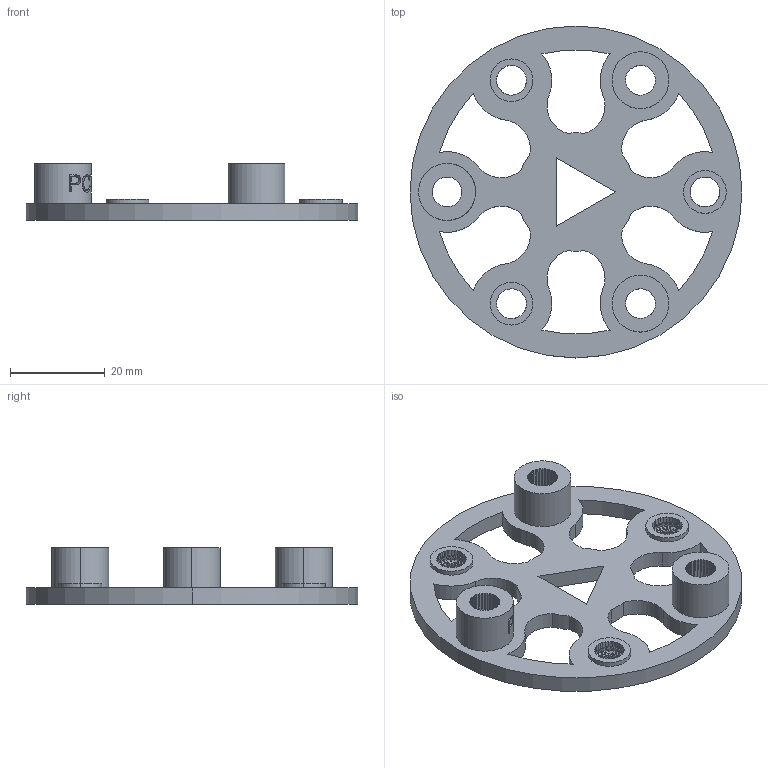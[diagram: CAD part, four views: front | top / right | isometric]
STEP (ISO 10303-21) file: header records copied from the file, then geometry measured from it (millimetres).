
FILE_DESCRIPTION (( 'STEP AP203' ), '1' );
FILE_NAME ('planet_carrier_top_5-1.step', '2023-09-10T03:21:36', ( '' ), ( '' ), 'SwSTEP 2.0', 'SolidWorks 2023', '' );
FILE_SCHEMA (( 'CONFIG_CONTROL_DESIGN' ));
Length unit declared in the file: millimetre
Products named in the file (1): planet_carrier_top_5-1
Bounding box: 70 x 70 x 12 mm (x, y, z)
Volume: 10567.8 mm3; surface area: 9175.6 mm2
Topology: 1 solids, 1 shells, 2269 faces, 3921 edges, 1666 vertices
Faces by surface type: plane 2175, cylinder 63, bspline 31
Entity records: 53163 total; most frequent: CARTESIAN_POINT 12073, DIRECTION 8445, ORIENTED_EDGE 7842, EDGE_CURVE 3921, VECTOR 3679, LINE 3679, AXIS2_PLACEMENT_3D 2383, EDGE_LOOP 2307
